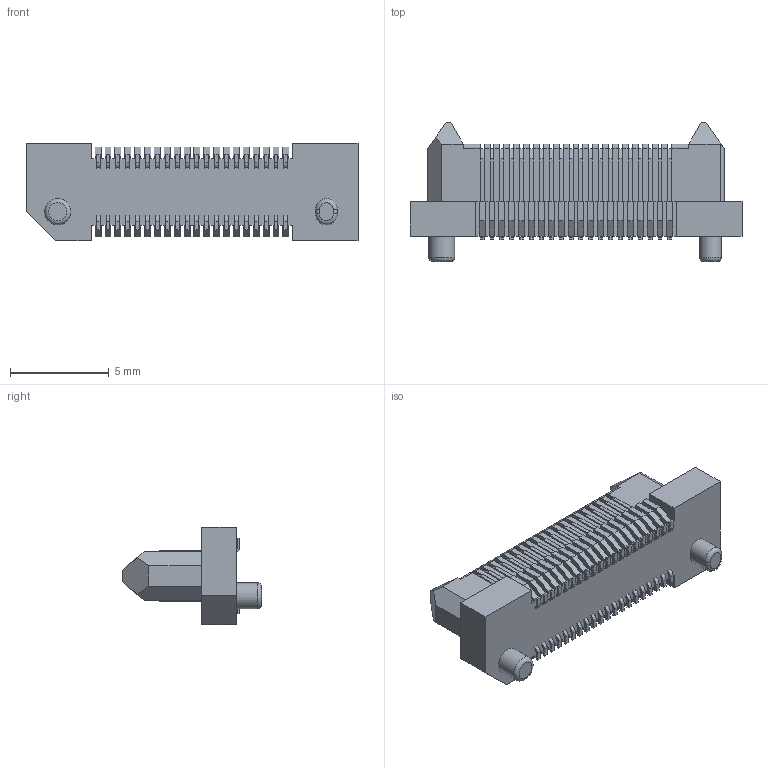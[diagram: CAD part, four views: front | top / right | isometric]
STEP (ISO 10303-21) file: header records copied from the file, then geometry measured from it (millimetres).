
FILE_DESCRIPTION(/* description */ ('STEP AP214'),/* implementation_level */ '2;1');
FILE_NAME(/* name */ 'ERM5-020-02.0-L-DV-TR',/* time_stamp */ '2024-07-08T22:28:07+02:00',/* author */ ('License CC BY-ND 4.0'),/* organization */ ('CADENAS'),/* preprocessor_version */ 'ST-DEVELOPER v19.3',/* originating_system */ 'PARTsolutions',/* authorisation */ ' ');
FILE_SCHEMA (('AUTOMOTIVE_DESIGN {1 0 10303 214 3 1 1}'));
Length unit declared in the file: millimetre
Products named in the file (4): ERM5-020-02.0-L-DV-TR; ERM5-020-02.0-DV_header; T-1M59-020-02.0; T-1M59-020-02.02
Assembly tree (3 placements, depth 2):
  ERM5-020-02.0-L-DV-TR
    ERM5-020-02.0-DV_header
    T-1M59-020-02.0
    T-1M59-020-02.02
Bounding box: 16.8 x 7.04 x 4.95 mm (x, y, z)
Volume: 222.5 mm3; surface area: 861.3 mm2
Topology: 3 solids, 3 shells, 1172 faces, 3477 edges, 2314 vertices
Faces by surface type: plane 1040, cylinder 129, torus 3
Full cylindrical faces by diameter (mm): 1.32 x1
Entity records: 38712 total; most frequent: CARTESIAN_POINT 6963, ORIENTED_EDGE 6948, DIRECTION 6089, EDGE_CURVE 3474, LINE 3211, VECTOR 3211, VERTEX_POINT 2313, AXIS2_PLACEMENT_3D 1439
